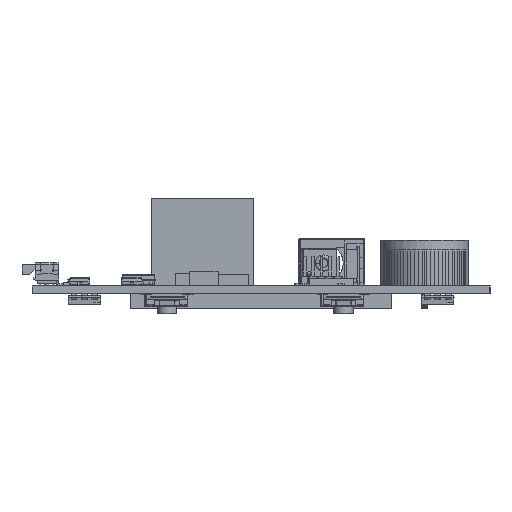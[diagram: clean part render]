
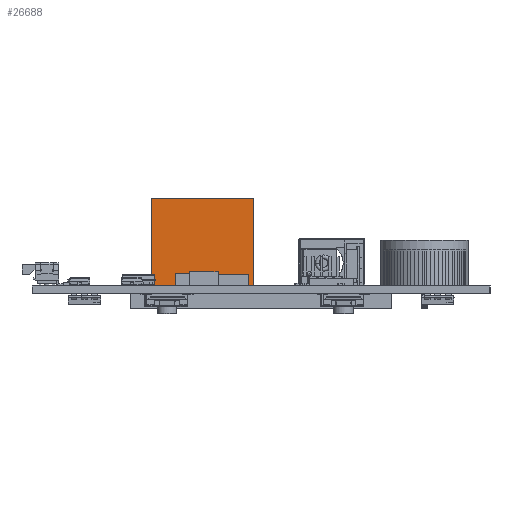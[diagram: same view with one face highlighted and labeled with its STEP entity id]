
A CAD part, left-side view. The second image highlights one B-rep face of the part: STEP entity #26688.
In plain terms, the highlighted face is planar.
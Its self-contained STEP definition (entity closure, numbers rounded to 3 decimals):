
#25111 = VERTEX_POINT('',#25112);
#25112 = CARTESIAN_POINT('',(-3.736,2.446,21.16));
#25118 = EDGE_CURVE('',#25119,#25111,#25121,.T.);
#25119 = VERTEX_POINT('',#25120);
#25120 = CARTESIAN_POINT('',(-3.736,15.846,21.16));
#25121 = LINE('',#25122,#25123);
#25122 = CARTESIAN_POINT('',(-3.736,2.446,21.16));
#25123 = VECTOR('',#25124,1.);
#25124 = DIRECTION('',(0.,-1.,0.));
#26562 = EDGE_CURVE('',#26563,#25119,#26565,.T.);
#26563 = VERTEX_POINT('',#26564);
#26564 = CARTESIAN_POINT('',(11.964,15.846,21.16));
#26565 = LINE('',#26566,#26567);
#26566 = CARTESIAN_POINT('',(-3.736,15.846,21.16));
#26567 = VECTOR('',#26568,1.);
#26568 = DIRECTION('',(-1.,0.,0.));
#26601 = EDGE_CURVE('',#26602,#26563,#26604,.T.);
#26602 = VERTEX_POINT('',#26603);
#26603 = CARTESIAN_POINT('',(11.964,2.446,21.16));
#26604 = LINE('',#26605,#26606);
#26605 = CARTESIAN_POINT('',(11.964,15.846,21.16));
#26606 = VECTOR('',#26607,1.);
#26607 = DIRECTION('',(0.,1.,0.));
#26628 = EDGE_CURVE('',#25111,#26602,#26629,.T.);
#26629 = LINE('',#26630,#26631);
#26630 = CARTESIAN_POINT('',(11.964,2.446,21.16));
#26631 = VECTOR('',#26632,1.);
#26632 = DIRECTION('',(1.,0.,0.));
#26688 = ADVANCED_FACE('',(#26689),#26695,.T.);
#26689 = FACE_BOUND('',#26690,.T.);
#26690 = EDGE_LOOP('',(#26691,#26692,#26693,#26694));
#26691 = ORIENTED_EDGE('',*,*,#26628,.T.);
#26692 = ORIENTED_EDGE('',*,*,#26601,.T.);
#26693 = ORIENTED_EDGE('',*,*,#26562,.T.);
#26694 = ORIENTED_EDGE('',*,*,#25118,.T.);
#26695 = PLANE('',#26696);
#26696 = AXIS2_PLACEMENT_3D('',#26697,#26698,#26699);
#26697 = CARTESIAN_POINT('',(4.114,9.146,21.16));
#26698 = DIRECTION('',(0.,0.,1.));
#26699 = DIRECTION('',(1.,0.,0.));
